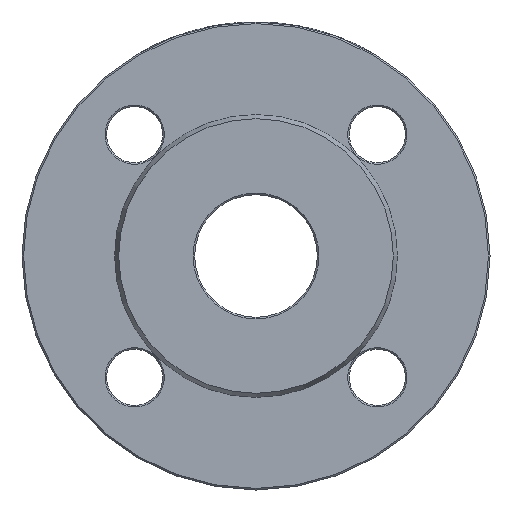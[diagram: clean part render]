
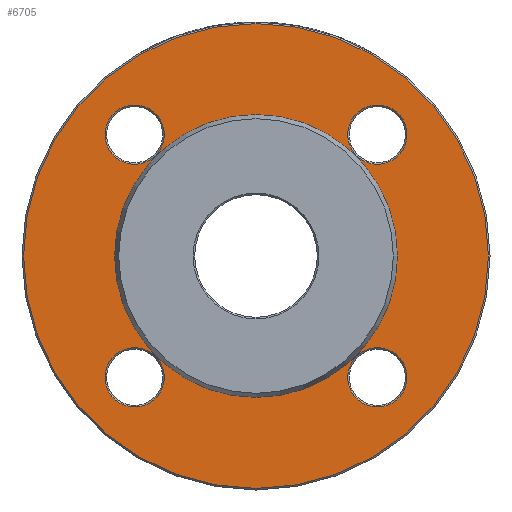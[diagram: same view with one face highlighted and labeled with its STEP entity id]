
A CAD part, left-side view. The second image highlights one B-rep face of the part: STEP entity #6705.
In plain terms, the highlighted planar face has unit normal (-1, 0, 0).
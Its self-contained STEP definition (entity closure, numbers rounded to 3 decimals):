
#38 = EDGE_CURVE ( 'NONE', #4469, #4469, #5084, .T. ) ;
#307 = DIRECTION ( 'NONE',  ( 1., 0., 0. ) ) ;
#401 = CARTESIAN_POINT ( 'NONE',  ( 3., -38.891, 48.391 ) ) ;
#463 = CARTESIAN_POINT ( 'NONE',  ( 3., 0., 45.336 ) ) ;
#514 = DIRECTION ( 'NONE',  ( 0., 0., -1. ) ) ;
#549 = FACE_OUTER_BOUND ( 'NONE', #812, .T. ) ;
#561 = CARTESIAN_POINT ( 'NONE',  ( 3., 0., 0. ) ) ;
#583 = CIRCLE ( 'NONE', #3997, 74.5 ) ;
#591 = CIRCLE ( 'NONE', #5331, 45.336 ) ;
#747 = ORIENTED_EDGE ( 'NONE', *, *, #1345, .T. ) ;
#812 = EDGE_LOOP ( 'NONE', ( #6684 ) ) ;
#856 = CARTESIAN_POINT ( 'NONE',  ( 3., 38.891, -38.891 ) ) ;
#919 = VERTEX_POINT ( 'NONE', #401 ) ;
#954 = FACE_BOUND ( 'NONE', #6389, .T. ) ;
#971 = EDGE_LOOP ( 'NONE', ( #1730 ) ) ;
#1026 = CARTESIAN_POINT ( 'NONE',  ( 3., 45.336, 0. ) ) ;
#1058 = VERTEX_POINT ( 'NONE', #2540 ) ;
#1271 = AXIS2_PLACEMENT_3D ( 'NONE', #2094, #4191, #1585 ) ;
#1345 = EDGE_CURVE ( 'NONE', #1058, #1058, #3662, .T. ) ;
#1381 = CARTESIAN_POINT ( 'NONE',  ( 3., 48.391, 38.891 ) ) ;
#1396 = DIRECTION ( 'NONE',  ( 0., -1., 0. ) ) ;
#1507 = FACE_BOUND ( 'NONE', #2951, .T. ) ;
#1539 = FACE_BOUND ( 'NONE', #971, .T. ) ;
#1558 = EDGE_CURVE ( 'NONE', #3677, #3677, #583, .T. ) ;
#1585 = DIRECTION ( 'NONE',  ( 0., 0., 1. ) ) ;
#1600 = EDGE_CURVE ( 'NONE', #3536, #3536, #6527, .T. ) ;
#1730 = ORIENTED_EDGE ( 'NONE', *, *, #1600, .T. ) ;
#2002 = EDGE_LOOP ( 'NONE', ( #6658 ) ) ;
#2094 = CARTESIAN_POINT ( 'NONE',  ( 3., -38.891, 38.891 ) ) ;
#2140 = AXIS2_PLACEMENT_3D ( 'NONE', #1026, #3128, #514 ) ;
#2451 = AXIS2_PLACEMENT_3D ( 'NONE', #3365, #5480, #4419 ) ;
#2540 = CARTESIAN_POINT ( 'NONE',  ( 3., 38.891, -48.391 ) ) ;
#2545 = FACE_BOUND ( 'NONE', #3807, .T. ) ;
#2951 = EDGE_LOOP ( 'NONE', ( #3533 ) ) ;
#2962 = DIRECTION ( 'NONE',  ( 0., 0., -1. ) ) ;
#3079 = VERTEX_POINT ( 'NONE', #463 ) ;
#3100 = DIRECTION ( 'NONE',  ( -1., 0., 0. ) ) ;
#3128 = DIRECTION ( 'NONE',  ( 1., 0., 0. ) ) ;
#3365 = CARTESIAN_POINT ( 'NONE',  ( 3., 38.891, 38.891 ) ) ;
#3406 = ORIENTED_EDGE ( 'NONE', *, *, #38, .T. ) ;
#3533 = ORIENTED_EDGE ( 'NONE', *, *, #4377, .F. ) ;
#3536 = VERTEX_POINT ( 'NONE', #3569 ) ;
#3569 = CARTESIAN_POINT ( 'NONE',  ( 3., -48.391, -38.891 ) ) ;
#3662 = CIRCLE ( 'NONE', #5199, 9.5 ) ;
#3677 = VERTEX_POINT ( 'NONE', #6745 ) ;
#3807 = EDGE_LOOP ( 'NONE', ( #747 ) ) ;
#3997 = AXIS2_PLACEMENT_3D ( 'NONE', #6020, #4518, #6639 ) ;
#4016 = CARTESIAN_POINT ( 'NONE',  ( 3., -38.891, -38.891 ) ) ;
#4115 = CIRCLE ( 'NONE', #1271, 9.5 ) ;
#4191 = DIRECTION ( 'NONE',  ( 1., 0., 0. ) ) ;
#4231 = PLANE ( 'NONE',  #2140 ) ;
#4279 = DIRECTION ( 'NONE',  ( 0., 0., 1. ) ) ;
#4377 = EDGE_CURVE ( 'NONE', #3079, #3079, #591, .T. ) ;
#4419 = DIRECTION ( 'NONE',  ( 0., 1., 0. ) ) ;
#4469 = VERTEX_POINT ( 'NONE', #1381 ) ;
#4518 = DIRECTION ( 'NONE',  ( -1., 0., 0. ) ) ;
#5084 = CIRCLE ( 'NONE', #2451, 9.5 ) ;
#5199 = AXIS2_PLACEMENT_3D ( 'NONE', #856, #307, #2962 ) ;
#5331 = AXIS2_PLACEMENT_3D ( 'NONE', #561, #3100, #4279 ) ;
#5480 = DIRECTION ( 'NONE',  ( 1., 0., 0. ) ) ;
#5748 = FACE_BOUND ( 'NONE', #2002, .T. ) ;
#6020 = CARTESIAN_POINT ( 'NONE',  ( 3., 0., 0. ) ) ;
#6120 = DIRECTION ( 'NONE',  ( 1., 0., 0. ) ) ;
#6389 = EDGE_LOOP ( 'NONE', ( #3406 ) ) ;
#6429 = AXIS2_PLACEMENT_3D ( 'NONE', #4016, #6120, #1396 ) ;
#6527 = CIRCLE ( 'NONE', #6429, 9.5 ) ;
#6639 = DIRECTION ( 'NONE',  ( 0., 0., -1. ) ) ;
#6658 = ORIENTED_EDGE ( 'NONE', *, *, #6731, .T. ) ;
#6684 = ORIENTED_EDGE ( 'NONE', *, *, #1558, .T. ) ;
#6705 = ADVANCED_FACE ( 'NONE', ( #1539, #5748, #954, #2545, #549, #1507 ), #4231, .F. ) ;
#6731 = EDGE_CURVE ( 'NONE', #919, #919, #4115, .T. ) ;
#6745 = CARTESIAN_POINT ( 'NONE',  ( 3., 0., -74.5 ) ) ;
